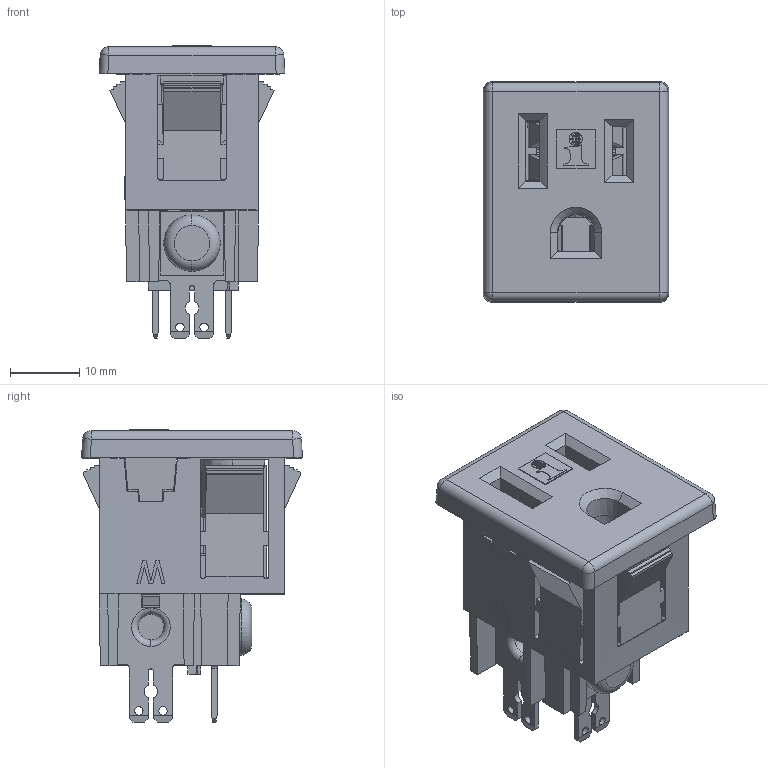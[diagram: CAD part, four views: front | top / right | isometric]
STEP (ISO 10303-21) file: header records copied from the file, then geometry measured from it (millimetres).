
FILE_DESCRIPTION(('OneSpaceDesigner STEP Export'),'2;1');
FILE_NAME('88212100_R1_NEMA_5-15_Small_QDwo-LNscrews_wGNDscrew_9-26-12.stp','2012-09-26T15:24:40',(''),(''),'OneSpace Designer STEP processor for AP214 (Solid Model)','OneSpace Designer 14.50 18-Oct-2006 (C) CoCreate Software GmbH','');
FILE_SCHEMA(('AUTOMOTIVE_DESIGN { 1 0 10303 214 1 1 1 1 }'));
Length unit declared in the file: millimetre
Products named in the file (9): 55030600-R2_NEMA_Contact_Quick-Disconn.1; 55030760_R4_NEMA_QD-CONTACT_GND_9-26-11; Contacts_QD_Assy; 55060100-R5_NEMA_5-15_Face-Plate_2-28-11; 55060170-R8_NEMA_5-15_Socket-Body; Screw_8-32x.312PHPD; Washer-No8-.182-Square.1; GND-Screw_Assy; 88212100_R1_NEMA_5-15_Small_QDwo-LNscrews_wGNDscrew_9-26-12
Assembly tree (9 placements, depth 3):
  88212100_R1_NEMA_5-15_Small_QDwo-LNscrews_wGNDscrew_9-26-12
    GND-Screw_Assy
      Washer-No8-.182-Square.1
      Screw_8-32x.312PHPD
    55060170-R8_NEMA_5-15_Socket-Body
    55060100-R5_NEMA_5-15_Face-Plate_2-28-11
    Contacts_QD_Assy
      55030760_R4_NEMA_QD-CONTACT_GND_9-26-11
      55030600-R2_NEMA_Contact_Quick-Disconn.1  x2
Bounding box: 26.91 x 31.99 x 42.49 mm (x, y, z)
Volume: 9374.3 mm3; surface area: 13632.4 mm2
Topology: 7 solids, 7 shells, 2623 faces, 7516 edges, 4976 vertices
Faces by surface type: plane 2333, cylinder 258, torus 14, cone 10, bspline 4, sphere 4
Entity records: 80451 total; most frequent: CARTESIAN_POINT 15323, ORIENTED_EDGE 14326, DIRECTION 12076, EDGE_CURVE 7163, VECTOR 6610, LINE 6610, VERTEX_POINT 4746, AXIS2_PLACEMENT_3D 2733
